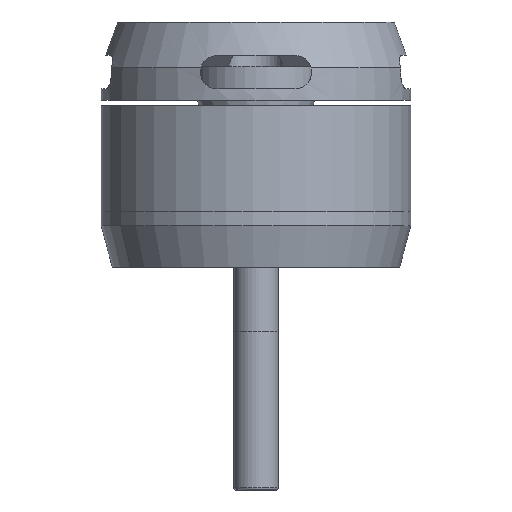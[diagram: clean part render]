
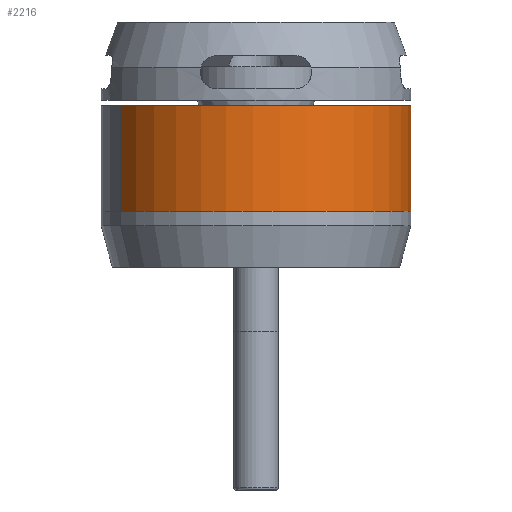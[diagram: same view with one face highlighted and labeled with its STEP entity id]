
A CAD part, front view. The second image highlights one B-rep face of the part: STEP entity #2216.
In plain terms, the highlighted cylindrical face has radius 13.9 mm (diameter 27.8 mm), a partial arc.
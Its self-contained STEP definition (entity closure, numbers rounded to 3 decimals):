
#160 = EDGE_LOOP ( 'NONE', ( #3405, #4618, #10112, #10376 ) ) ;
#472 = CARTESIAN_POINT ( 'NONE',  ( 0., 0., 9.5 ) ) ;
#569 = CARTESIAN_POINT ( 'NONE',  ( -13.9, 0., 0. ) ) ;
#627 = EDGE_CURVE ( 'NONE', #7367, #9714, #8321, .T. ) ;
#650 = CYLINDRICAL_SURFACE ( 'NONE', #1739, 13.9 ) ;
#1069 = CARTESIAN_POINT ( 'NONE',  ( 13.9, 0., 9.5 ) ) ;
#1110 = VERTEX_POINT ( 'NONE', #569 ) ;
#1739 = AXIS2_PLACEMENT_3D ( 'NONE', #4220, #7742, #8574 ) ;
#1850 = VERTEX_POINT ( 'NONE', #5828 ) ;
#2020 = LINE ( 'NONE', #7346, #2578 ) ;
#2216 = ADVANCED_FACE ( 'NONE', ( #11479 ), #650, .T. ) ;
#2221 = DIRECTION ( 'NONE',  ( 0., 0., 1. ) ) ;
#2286 = CIRCLE ( 'NONE', #3228, 13.9 ) ;
#2578 = VECTOR ( 'NONE', #8227, 1000. ) ;
#3228 = AXIS2_PLACEMENT_3D ( 'NONE', #8384, #2221, #9313 ) ;
#3405 = ORIENTED_EDGE ( 'NONE', *, *, #9866, .F. ) ;
#3688 = AXIS2_PLACEMENT_3D ( 'NONE', #472, #4099, #9424 ) ;
#4099 = DIRECTION ( 'NONE',  ( 0., 0., 1. ) ) ;
#4220 = CARTESIAN_POINT ( 'NONE',  ( 0., 0., 9.5 ) ) ;
#4618 = ORIENTED_EDGE ( 'NONE', *, *, #627, .F. ) ;
#5828 = CARTESIAN_POINT ( 'NONE',  ( 13.9, 0., 0. ) ) ;
#7346 = CARTESIAN_POINT ( 'NONE',  ( -13.9, 0., 9.5 ) ) ;
#7367 = VERTEX_POINT ( 'NONE', #7574 ) ;
#7574 = CARTESIAN_POINT ( 'NONE',  ( -13.9, 0., 9.5 ) ) ;
#7742 = DIRECTION ( 'NONE',  ( 0., 0., -1. ) ) ;
#8227 = DIRECTION ( 'NONE',  ( 0., 0., -1. ) ) ;
#8321 = CIRCLE ( 'NONE', #3688, 13.9 ) ;
#8384 = CARTESIAN_POINT ( 'NONE',  ( 0., 0., 0. ) ) ;
#8574 = DIRECTION ( 'NONE',  ( -1., 0., 0. ) ) ;
#9042 = EDGE_CURVE ( 'NONE', #1110, #1850, #2286, .T. ) ;
#9313 = DIRECTION ( 'NONE',  ( 1., 0., 0. ) ) ;
#9424 = DIRECTION ( 'NONE',  ( 1., 0., 0. ) ) ;
#9704 = DIRECTION ( 'NONE',  ( 0., 0., -1. ) ) ;
#9714 = VERTEX_POINT ( 'NONE', #11488 ) ;
#9823 = EDGE_CURVE ( 'NONE', #7367, #1110, #2020, .T. ) ;
#9866 = EDGE_CURVE ( 'NONE', #9714, #1850, #10711, .T. ) ;
#10012 = VECTOR ( 'NONE', #9704, 1000. ) ;
#10112 = ORIENTED_EDGE ( 'NONE', *, *, #9823, .T. ) ;
#10376 = ORIENTED_EDGE ( 'NONE', *, *, #9042, .T. ) ;
#10711 = LINE ( 'NONE', #1069, #10012 ) ;
#11479 = FACE_OUTER_BOUND ( 'NONE', #160, .T. ) ;
#11488 = CARTESIAN_POINT ( 'NONE',  ( 13.9, 0., 9.5 ) ) ;
